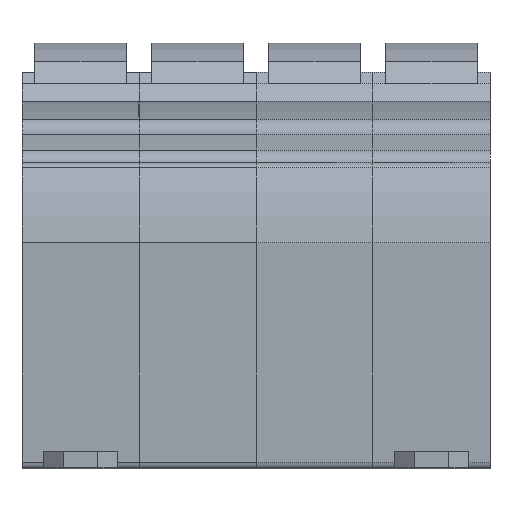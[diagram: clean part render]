
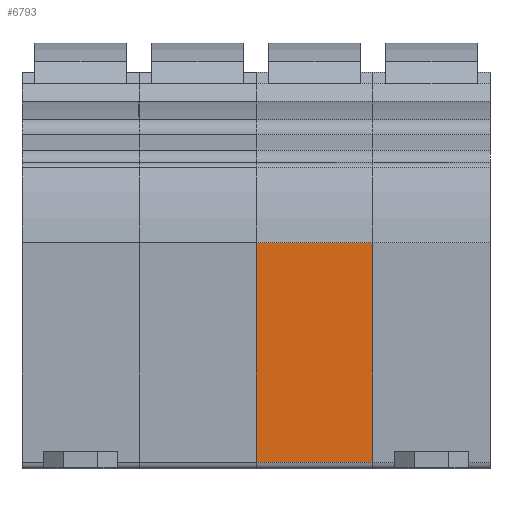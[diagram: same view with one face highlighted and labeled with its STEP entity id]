
A CAD part, front view. The second image highlights one B-rep face of the part: STEP entity #6793.
In plain terms, the highlighted planar face has unit normal (0, -1, 0).
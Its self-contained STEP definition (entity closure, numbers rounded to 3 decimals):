
#6735=CARTESIAN_POINT('',(35.,-42.,33.866));
#6736=VERTEX_POINT('',#6735);
#6744=CARTESIAN_POINT('',(52.5,-42.,33.866));
#6745=VERTEX_POINT('',#6744);
#6746=CARTESIAN_POINT('',(52.5,-42.,33.866));
#6747=DIRECTION('',(-1.0,0.0,0.0));
#6748=VECTOR('',#6747,17.5);
#6749=LINE('',#6746,#6748);
#6750=EDGE_CURVE('',#6745,#6736,#6749,.T.);
#6763=CARTESIAN_POINT('',(52.5,-42.,33.866));
#6764=DIRECTION('',(0.0,-1.0,0.0));
#6765=DIRECTION('',(1.0,0.0,0.0));
#6766=AXIS2_PLACEMENT_3D('',#6763,#6764,#6765);
#6767=PLANE('',#6766);
#6768=CARTESIAN_POINT('',(35.,-42.,1.0));
#6769=VERTEX_POINT('',#6768);
#6770=CARTESIAN_POINT('',(35.,-42.,33.866));
#6771=DIRECTION('',(0.0,0.0,-1.0));
#6772=VECTOR('',#6771,32.866);
#6773=LINE('',#6770,#6772);
#6774=EDGE_CURVE('',#6736,#6769,#6773,.T.);
#6775=ORIENTED_EDGE('',*,*,#6774,.T.);
#6776=CARTESIAN_POINT('',(52.5,-42.,1.0));
#6777=VERTEX_POINT('',#6776);
#6778=CARTESIAN_POINT('',(52.5,-42.,1.0));
#6779=DIRECTION('',(-1.0,0.0,0.0));
#6780=VECTOR('',#6779,17.5);
#6781=LINE('',#6778,#6780);
#6782=EDGE_CURVE('',#6777,#6769,#6781,.T.);
#6783=ORIENTED_EDGE('',*,*,#6782,.F.);
#6784=CARTESIAN_POINT('',(52.5,-42.,1.0));
#6785=DIRECTION('',(0.0,0.0,1.0));
#6786=VECTOR('',#6785,32.866);
#6787=LINE('',#6784,#6786);
#6788=EDGE_CURVE('',#6777,#6745,#6787,.T.);
#6789=ORIENTED_EDGE('',*,*,#6788,.T.);
#6790=ORIENTED_EDGE('',*,*,#6750,.T.);
#6791=EDGE_LOOP('',(#6775,#6783,#6789,#6790));
#6792=FACE_OUTER_BOUND('',#6791,.T.);
#6793=ADVANCED_FACE('',(#6792),#6767,.T.);
